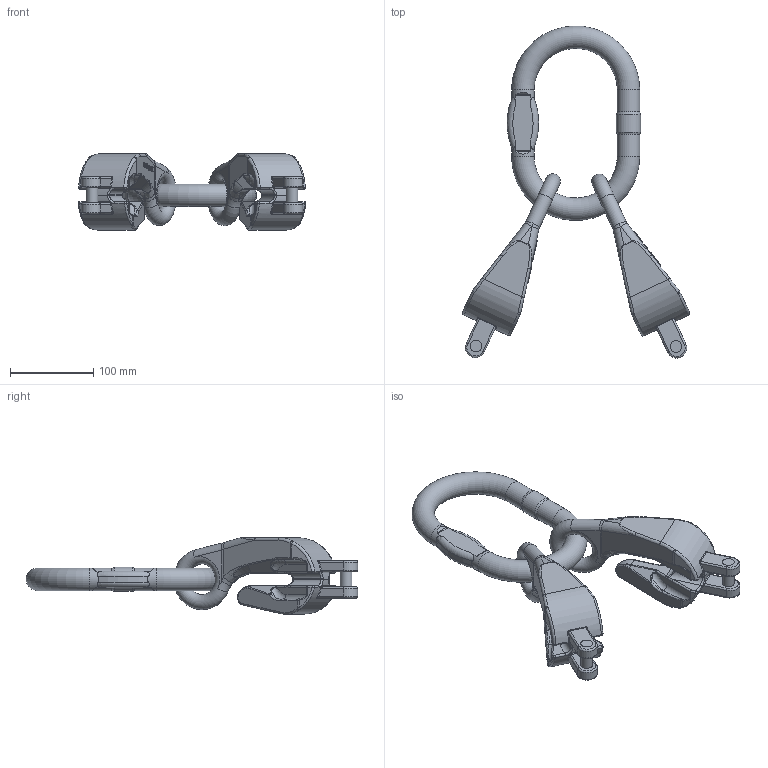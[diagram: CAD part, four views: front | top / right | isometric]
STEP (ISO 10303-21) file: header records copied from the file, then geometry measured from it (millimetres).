
FILE_DESCRIPTION(/* description */ (''),/* implementation_level */ '2;1');
FILE_NAME(/* name */ 'pewag_VXKW_2-13',/* time_stamp */ '2010-03-03T08:58:16+01:00',/* author */ (''),/* organization */ (''),/* preprocessor_version */ 'ST-DEVELOPER v9',/* originating_system */ 'UGS - NX 4.0',/* authorisation */ '');
FILE_SCHEMA (('AUTOMOTIVE_DESIGN { 1 0 10303 214 1 1 1 1 }'));
Length unit declared in the file: millimetre
Products named in the file (1): rit7E48oyly
Bounding box: 273.49 x 399.24 x 92 mm (x, y, z)
Volume: 1148818.6 mm3; surface area: 162157 mm2
Topology: 5 solids, 5 shells, 925 faces, 2305 edges, 1388 vertices
Faces by surface type: plane 266, bspline 186, extrusion 186, cylinder 185, torus 62, sphere 30, cone 10
Full cylindrical faces by diameter (mm): 14 x6, 27 x4, 29.025 x1
Entity records: 33441 total; most frequent: CARTESIAN_POINT 13426, ORIENTED_EDGE 4500, DIRECTION 3506, EDGE_CURVE 2250, VERTEX_POINT 1380, AXIS2_PLACEMENT_3D 1252, VECTOR 1002, EDGE_LOOP 980
